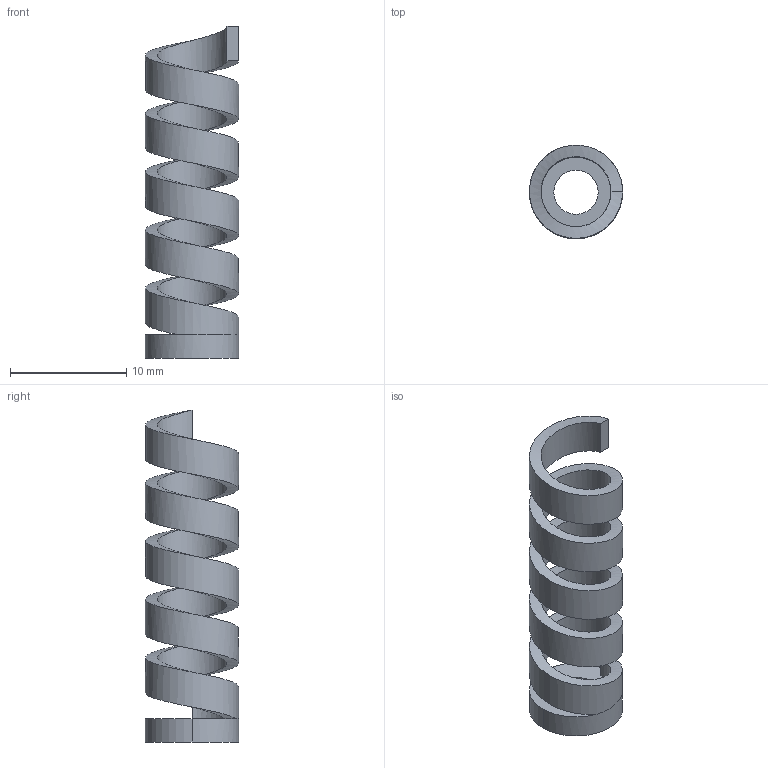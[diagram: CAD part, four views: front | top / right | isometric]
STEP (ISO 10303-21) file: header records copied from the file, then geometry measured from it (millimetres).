
FILE_DESCRIPTION (( 'STEP AP214' ), '1' );
FILE_NAME ('fix_spring.STEP', '2024-12-29T13:50:00', ( '' ), ( '' ), 'SwSTEP 2.0', 'SolidWorks 2024', '' );
FILE_SCHEMA (( 'AUTOMOTIVE_DESIGN' ));
Length unit declared in the file: millimetre
Products named in the file (1): fix_spring
Bounding box: 8 x 8 x 28.5 mm (x, y, z)
Volume: 403 mm3; surface area: 1018.5 mm2
Topology: 1 solids, 1 shells, 12 faces, 27 edges, 17 vertices
Faces by surface type: cylinder 4, plane 4, bspline 4
Entity records: 1796 total; most frequent: CARTESIAN_POINT 1526, ORIENTED_EDGE 54, DIRECTION 46, EDGE_CURVE 27, VERTEX_POINT 17, AXIS2_PLACEMENT_3D 17, EDGE_LOOP 14, ADVANCED_FACE 12
